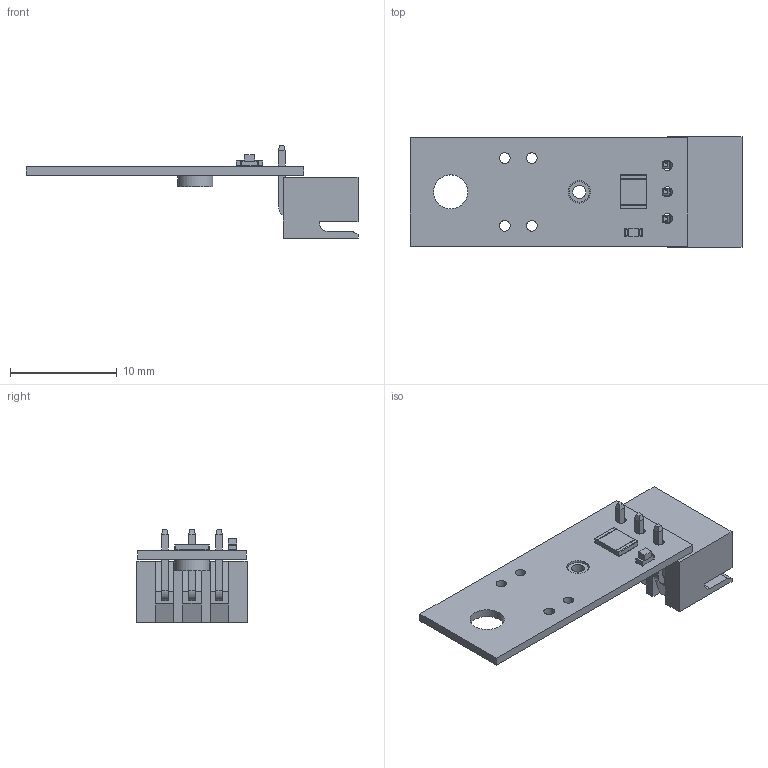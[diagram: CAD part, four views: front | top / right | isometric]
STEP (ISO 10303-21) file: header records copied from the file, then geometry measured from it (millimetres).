
FILE_DESCRIPTION(('KiCad electronic assembly'),'2;1');
FILE_NAME('Hotglue Switch-basic.step','2025-02-23T08:55:31',('Pcbnew'),( 'Kicad'),'Open CASCADE STEP processor 7.8','KiCad to STEP converter' ,'Unknown');
FILE_SCHEMA(('AUTOMOTIVE_DESIGN { 1 0 10303 214 1 1 1 1 }'));
Length unit declared in the file: millimetre
Products named in the file (10): Hotglue Switch-basic 1; LED_0603_1608Metric; R_1210_3225Metric; JST_XH_S3B-XH-A-1-1x03_P2.50mm_Horizontal_Aliexpress; WHITE JST XH 3 PIN CONNECTOR - P 2.54mm - ANGLED; Mounting_Wuerth_WA-SMSI-M1.6_H1mm_9774010633; Mounting_Wuerth_WA_SMSI_M16_H1mm_9774010633; _autosave-Hotglue Switch_PCB
Assembly tree (9 placements, depth 3):
  Hotglue Switch-basic 1
    LED_0603_1608Metric
      LED_0603_1608Metric
    R_1210_3225Metric
      R_1210_3225Metric
    JST_XH_S3B-XH-A-1-1x03_P2.50mm_Horizontal_Aliexpress
      WHITE JST XH 3 PIN CONNECTOR - P 2.54mm - ANGLED
    Mounting_Wuerth_WA-SMSI-M1.6_H1mm_9774010633
      Mounting_Wuerth_WA_SMSI_M16_H1mm_9774010633
    _autosave-Hotglue Switch_PCB
Bounding box: 31.13 x 10.34 x 8.73 mm (x, y, z)
Volume: 391.7 mm3; surface area: 1212.1 mm2
Topology: 5 solids, 5 shells, 395 faces, 989 edges, 617 vertices
Faces by surface type: plane 219, cylinder 104, bspline 72
Full cylindrical faces by diameter (mm): 0.95 x3, 1 x4, 1.22 x1, 1.9 x1, 2.1 x1, 3.2 x1, 3.3 x1
Entity records: 16852 total; most frequent: CARTESIAN_POINT 4943, ORIENTED_EDGE 1978, DIRECTION 1695, EDGE_CURVE 989, LINE 683, VECTOR 683, VERTEX_POINT 617, AXIS2_PLACEMENT_3D 506
